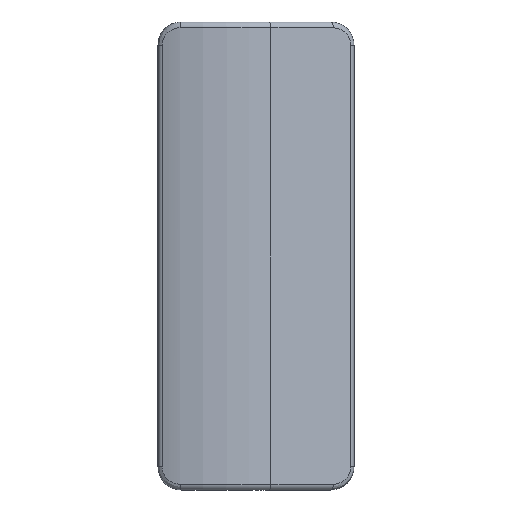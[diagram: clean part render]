
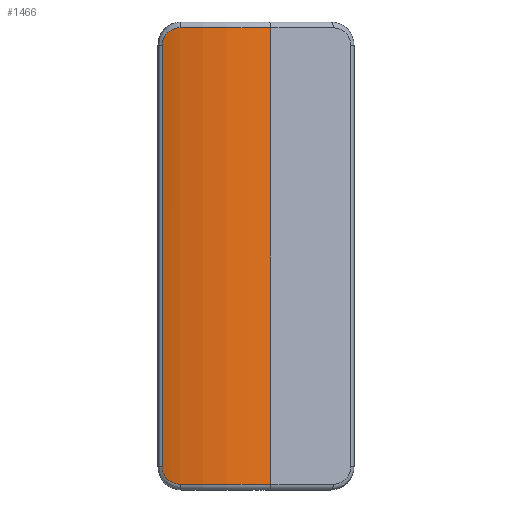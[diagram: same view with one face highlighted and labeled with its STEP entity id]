
A CAD part, left-side view. The second image highlights one B-rep face of the part: STEP entity #1466.
In plain terms, the highlighted cylindrical face has radius 13 mm (diameter 26 mm), a partial arc.
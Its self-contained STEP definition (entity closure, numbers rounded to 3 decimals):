
#65=B_SPLINE_CURVE_WITH_KNOTS('',3,(#2481,#2482,#2483,#2484,#2485),
 .UNSPECIFIED.,.F.,.F.,(4,1,4),(0.,0.102,0.239),
 .UNSPECIFIED.);
#67=B_SPLINE_CURVE_WITH_KNOTS('',3,(#2525,#2526,#2527,#2528,#2529),
 .UNSPECIFIED.,.F.,.F.,(4,1,4),(0.,0.102,
0.239),.UNSPECIFIED.);
#129=FACE_OUTER_BOUND('',#215,.T.);
#215=EDGE_LOOP('',(#1190,#1191,#1192,#1193,#1194,#1195));
#324=LINE('',#2491,#446);
#333=LINE('',#2598,#455);
#446=VECTOR('',#1959,10.);
#455=VECTOR('',#2002,10.);
#553=CIRCLE('',#1611,13.);
#559=CIRCLE('',#1619,13.);
#671=VERTEX_POINT('',#2437);
#673=VERTEX_POINT('',#2443);
#675=VERTEX_POINT('',#2473);
#677=VERTEX_POINT('',#2487);
#679=VERTEX_POINT('',#2517);
#681=VERTEX_POINT('',#2531);
#846=EDGE_CURVE('',#671,#673,#553,.T.);
#849=EDGE_CURVE('',#673,#675,#65,.T.);
#852=EDGE_CURVE('',#675,#677,#324,.T.);
#855=EDGE_CURVE('',#677,#679,#67,.T.);
#858=EDGE_CURVE('',#679,#681,#559,.T.);
#874=EDGE_CURVE('',#671,#681,#333,.T.);
#1190=ORIENTED_EDGE('',*,*,#846,.F.);
#1191=ORIENTED_EDGE('',*,*,#874,.T.);
#1192=ORIENTED_EDGE('',*,*,#858,.F.);
#1193=ORIENTED_EDGE('',*,*,#855,.F.);
#1194=ORIENTED_EDGE('',*,*,#852,.F.);
#1195=ORIENTED_EDGE('',*,*,#849,.F.);
#1397=CYLINDRICAL_SURFACE('',#1636,13.);
#1466=ADVANCED_FACE('',(#129),#1397,.T.);
#1611=AXIS2_PLACEMENT_3D('',#2447,#1950,#1951);
#1619=AXIS2_PLACEMENT_3D('',#2535,#1968,#1969);
#1636=AXIS2_PLACEMENT_3D('',#2620,#2014,#2015);
#1950=DIRECTION('center_axis',(0.,0.,
-1.));
#1951=DIRECTION('ref_axis',(-0.99,-0.139,0.));
#1959=DIRECTION('',(0.,0.,1.));
#1968=DIRECTION('center_axis',(0.,0.,
1.));
#1969=DIRECTION('ref_axis',(-0.99,-0.139,0.));
#2002=DIRECTION('',(0.,0.,1.));
#2014=DIRECTION('center_axis',(0.,0.,1.));
#2015=DIRECTION('ref_axis',(-0.903,-0.43,0.));
#2437=CARTESIAN_POINT('',(15.091,-5.34,4.4));
#2443=CARTESIAN_POINT('',(14.022,2.483,4.4));
#2447=CARTESIAN_POINT('Origin',(26.829,0.249,4.4));
#2473=CARTESIAN_POINT('',(14.395,4.043,5.9));
#2481=CARTESIAN_POINT('Ctrl Pts',(14.022,2.483,4.4));
#2482=CARTESIAN_POINT('Ctrl Pts',(14.083,2.833,4.4));
#2483=CARTESIAN_POINT('Ctrl Pts',(14.265,3.641,4.668));
#2484=CARTESIAN_POINT('Ctrl Pts',(14.395,4.043,5.445));
#2485=CARTESIAN_POINT('Ctrl Pts',(14.395,4.043,5.9));
#2487=CARTESIAN_POINT('',(14.395,4.043,42.232));
#2491=CARTESIAN_POINT('',(14.395,4.043,3.9));
#2517=CARTESIAN_POINT('',(14.022,2.483,43.732));
#2525=CARTESIAN_POINT('Ctrl Pts',(14.395,4.043,42.232));
#2526=CARTESIAN_POINT('Ctrl Pts',(14.395,4.043,42.573));
#2527=CARTESIAN_POINT('Ctrl Pts',(14.298,3.748,43.363));
#2528=CARTESIAN_POINT('Ctrl Pts',(14.103,2.949,43.732));
#2529=CARTESIAN_POINT('Ctrl Pts',(14.022,2.483,43.732));
#2531=CARTESIAN_POINT('',(15.091,-5.34,43.732));
#2535=CARTESIAN_POINT('Origin',(26.829,0.249,43.732));
#2598=CARTESIAN_POINT('',(15.091,-5.34,3.9));
#2620=CARTESIAN_POINT('Origin',(26.829,0.249,3.9));
